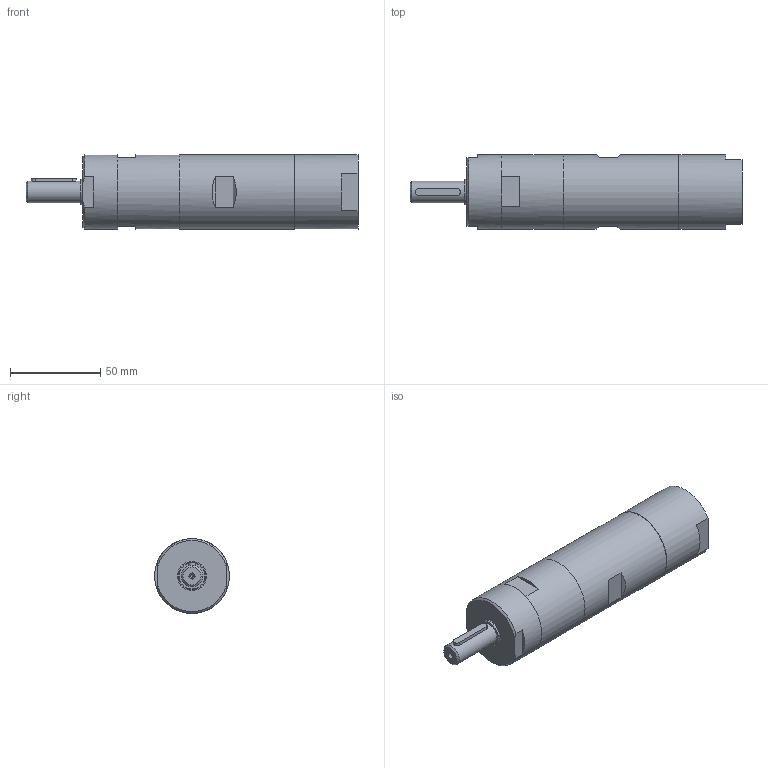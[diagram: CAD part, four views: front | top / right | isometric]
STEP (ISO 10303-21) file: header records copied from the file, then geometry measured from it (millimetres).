
FILE_DESCRIPTION((''),'2;1');
FILE_NAME('MUD 23-190_29910835.stp','2009-03-16T10:02:59',('rmorof'),(''),'Autodesk Inventor 2008','Autodesk Inventor 2008','');
FILE_SCHEMA(('CONFIG_CONTROL_DESIGN'));
Length unit declared in the file: millimetre
Products named in the file (1): MUD 23-190_29910835
Bounding box: 184.3 x 41.5 x 41.5 mm (x, y, z)
Volume: 203127.9 mm3; surface area: 26452.8 mm2
Topology: 1 solids, 1 shells, 60 faces, 134 edges, 86 vertices
Faces by surface type: plane 30, bspline 15, cylinder 10, cone 5
Full cylindrical faces by diameter (mm): 12 x1, 14.95 x1, 16 x1, 37.448 x1, 41.5 x4
Entity records: 1786 total; most frequent: CARTESIAN_POINT 546, DIRECTION 236, ORIENTED_EDGE 200, EDGE_CURVE 100, AXIS2_PLACEMENT_3D 98, EDGE_LOOP 92, VERTEX_POINT 74, FACE_OUTER_BOUND 60
